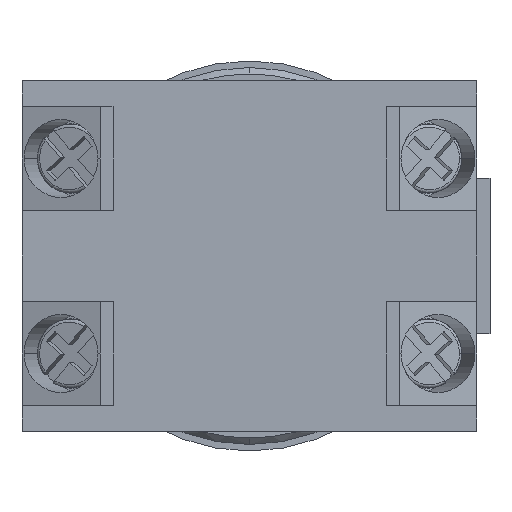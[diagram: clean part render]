
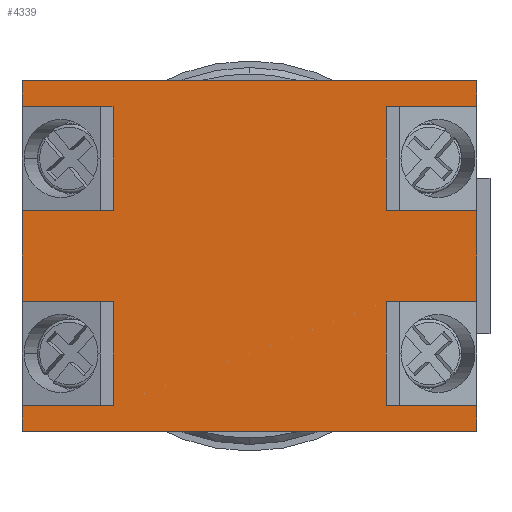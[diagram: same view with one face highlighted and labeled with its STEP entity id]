
A CAD part, front view. The second image highlights one B-rep face of the part: STEP entity #4339.
In plain terms, the highlighted planar face has unit normal (0, -1, 0).
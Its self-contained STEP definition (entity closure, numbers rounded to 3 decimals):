
#2168 = VERTEX_POINT('',#2169);
#2169 = CARTESIAN_POINT('',(0.,0.,-27.));
#2175 = EDGE_CURVE('',#2168,#2176,#2178,.T.);
#2176 = VERTEX_POINT('',#2177);
#2177 = CARTESIAN_POINT('',(0.,0.,-25.));
#2178 = LINE('',#2179,#2180);
#2179 = CARTESIAN_POINT('',(0.,0.,-27.));
#2180 = VECTOR('',#2181,1.);
#2181 = DIRECTION('',(0.,0.,1.));
#2200 = VERTEX_POINT('',#2201);
#2201 = CARTESIAN_POINT('',(0.,0.,-17.));
#2207 = EDGE_CURVE('',#2200,#2208,#2210,.T.);
#2208 = VERTEX_POINT('',#2209);
#2209 = CARTESIAN_POINT('',(0.,0.,-10.));
#2210 = LINE('',#2211,#2212);
#2211 = CARTESIAN_POINT('',(0.,0.,-17.));
#2212 = VECTOR('',#2213,1.);
#2213 = DIRECTION('',(0.,0.,1.));
#2232 = VERTEX_POINT('',#2233);
#2233 = CARTESIAN_POINT('',(0.,0.,-2.));
#2239 = EDGE_CURVE('',#2232,#2240,#2242,.T.);
#2240 = VERTEX_POINT('',#2241);
#2241 = CARTESIAN_POINT('',(0.,0.,0.));
#2242 = LINE('',#2243,#2244);
#2243 = CARTESIAN_POINT('',(0.,0.,-2.));
#2244 = VECTOR('',#2245,1.);
#2245 = DIRECTION('',(0.,0.,1.));
#2336 = VERTEX_POINT('',#2337);
#2337 = CARTESIAN_POINT('',(35.,0.,0.));
#2343 = EDGE_CURVE('',#2336,#2344,#2346,.T.);
#2344 = VERTEX_POINT('',#2345);
#2345 = CARTESIAN_POINT('',(35.,0.,-2.));
#2346 = LINE('',#2347,#2348);
#2347 = CARTESIAN_POINT('',(35.,0.,0.));
#2348 = VECTOR('',#2349,1.);
#2349 = DIRECTION('',(0.,0.,-1.));
#2368 = VERTEX_POINT('',#2369);
#2369 = CARTESIAN_POINT('',(35.,0.,-10.));
#2375 = EDGE_CURVE('',#2368,#2376,#2378,.T.);
#2376 = VERTEX_POINT('',#2377);
#2377 = CARTESIAN_POINT('',(35.,0.,-17.));
#2378 = LINE('',#2379,#2380);
#2379 = CARTESIAN_POINT('',(35.,0.,-10.));
#2380 = VECTOR('',#2381,1.);
#2381 = DIRECTION('',(0.,0.,-1.));
#2400 = VERTEX_POINT('',#2401);
#2401 = CARTESIAN_POINT('',(35.,0.,-25.));
#2407 = EDGE_CURVE('',#2400,#2408,#2410,.T.);
#2408 = VERTEX_POINT('',#2409);
#2409 = CARTESIAN_POINT('',(35.,0.,-27.));
#2410 = LINE('',#2411,#2412);
#2411 = CARTESIAN_POINT('',(35.,0.,-25.));
#2412 = VECTOR('',#2413,1.);
#2413 = DIRECTION('',(0.,0.,-1.));
#3515 = EDGE_CURVE('',#2176,#3516,#3518,.T.);
#3516 = VERTEX_POINT('',#3517);
#3517 = CARTESIAN_POINT('',(7.,0.,-25.));
#3518 = LINE('',#3519,#3520);
#3519 = CARTESIAN_POINT('',(0.,0.,-25.));
#3520 = VECTOR('',#3521,1.);
#3521 = DIRECTION('',(1.,0.,0.));
#3570 = EDGE_CURVE('',#3516,#3571,#3573,.T.);
#3571 = VERTEX_POINT('',#3572);
#3572 = CARTESIAN_POINT('',(7.,0.,-17.));
#3573 = LINE('',#3574,#3575);
#3574 = CARTESIAN_POINT('',(7.,0.,-25.));
#3575 = VECTOR('',#3576,1.);
#3576 = DIRECTION('',(0.,0.,1.));
#3601 = EDGE_CURVE('',#3571,#2200,#3602,.T.);
#3602 = LINE('',#3603,#3604);
#3603 = CARTESIAN_POINT('',(7.,0.,-17.));
#3604 = VECTOR('',#3605,1.);
#3605 = DIRECTION('',(-1.,0.,0.));
#3734 = EDGE_CURVE('',#2376,#3735,#3737,.T.);
#3735 = VERTEX_POINT('',#3736);
#3736 = CARTESIAN_POINT('',(28.,0.,-17.));
#3737 = LINE('',#3738,#3739);
#3738 = CARTESIAN_POINT('',(35.,0.,-17.));
#3739 = VECTOR('',#3740,1.);
#3740 = DIRECTION('',(-1.,0.,0.));
#3773 = EDGE_CURVE('',#3735,#3774,#3776,.T.);
#3774 = VERTEX_POINT('',#3775);
#3775 = CARTESIAN_POINT('',(28.,0.,-25.));
#3776 = LINE('',#3777,#3778);
#3777 = CARTESIAN_POINT('',(28.,0.,-17.));
#3778 = VECTOR('',#3779,1.);
#3779 = DIRECTION('',(0.,0.,-1.));
#3820 = EDGE_CURVE('',#3774,#2400,#3821,.T.);
#3821 = LINE('',#3822,#3823);
#3822 = CARTESIAN_POINT('',(28.,0.,-25.));
#3823 = VECTOR('',#3824,1.);
#3824 = DIRECTION('',(1.,0.,0.));
#3884 = EDGE_CURVE('',#2208,#3885,#3887,.T.);
#3885 = VERTEX_POINT('',#3886);
#3886 = CARTESIAN_POINT('',(7.,0.,-10.));
#3887 = LINE('',#3888,#3889);
#3888 = CARTESIAN_POINT('',(0.,0.,-10.));
#3889 = VECTOR('',#3890,1.);
#3890 = DIRECTION('',(1.,0.,0.));
#3923 = EDGE_CURVE('',#3885,#3924,#3926,.T.);
#3924 = VERTEX_POINT('',#3925);
#3925 = CARTESIAN_POINT('',(7.,0.,-2.));
#3926 = LINE('',#3927,#3928);
#3927 = CARTESIAN_POINT('',(7.,0.,-10.));
#3928 = VECTOR('',#3929,1.);
#3929 = DIRECTION('',(0.,0.,1.));
#3970 = EDGE_CURVE('',#3924,#2232,#3971,.T.);
#3971 = LINE('',#3972,#3973);
#3972 = CARTESIAN_POINT('',(7.,0.,-2.));
#3973 = VECTOR('',#3974,1.);
#3974 = DIRECTION('',(-1.,0.,0.));
#4002 = EDGE_CURVE('',#2344,#4003,#4005,.T.);
#4003 = VERTEX_POINT('',#4004);
#4004 = CARTESIAN_POINT('',(28.,0.,-2.));
#4005 = LINE('',#4006,#4007);
#4006 = CARTESIAN_POINT('',(35.,0.,-2.));
#4007 = VECTOR('',#4008,1.);
#4008 = DIRECTION('',(-1.,0.,0.));
#4064 = EDGE_CURVE('',#4003,#4065,#4067,.T.);
#4065 = VERTEX_POINT('',#4066);
#4066 = CARTESIAN_POINT('',(28.,0.,-10.));
#4067 = LINE('',#4068,#4069);
#4068 = CARTESIAN_POINT('',(28.,0.,-2.));
#4069 = VECTOR('',#4070,1.);
#4070 = DIRECTION('',(0.,0.,-1.));
#4095 = EDGE_CURVE('',#4065,#2368,#4096,.T.);
#4096 = LINE('',#4097,#4098);
#4097 = CARTESIAN_POINT('',(28.,0.,-10.));
#4098 = VECTOR('',#4099,1.);
#4099 = DIRECTION('',(1.,0.,0.));
#4170 = EDGE_CURVE('',#2240,#2336,#4171,.T.);
#4171 = LINE('',#4172,#4173);
#4172 = CARTESIAN_POINT('',(0.,0.,0.));
#4173 = VECTOR('',#4174,1.);
#4174 = DIRECTION('',(1.,0.,0.));
#4248 = EDGE_CURVE('',#2408,#2168,#4249,.T.);
#4249 = LINE('',#4250,#4251);
#4250 = CARTESIAN_POINT('',(35.,0.,-27.));
#4251 = VECTOR('',#4252,1.);
#4252 = DIRECTION('',(-1.,0.,0.));
#4339 = ADVANCED_FACE('',(#4340),#4362,.F.);
#4340 = FACE_BOUND('',#4341,.T.);
#4341 = EDGE_LOOP('',(#4342,#4343,#4344,#4345,#4346,#4347,#4348,#4349,
    #4350,#4351,#4352,#4353,#4354,#4355,#4356,#4357,#4358,#4359,#4360,
    #4361));
#4342 = ORIENTED_EDGE('',*,*,#2239,.F.);
#4343 = ORIENTED_EDGE('',*,*,#3970,.F.);
#4344 = ORIENTED_EDGE('',*,*,#3923,.F.);
#4345 = ORIENTED_EDGE('',*,*,#3884,.F.);
#4346 = ORIENTED_EDGE('',*,*,#2207,.F.);
#4347 = ORIENTED_EDGE('',*,*,#3601,.F.);
#4348 = ORIENTED_EDGE('',*,*,#3570,.F.);
#4349 = ORIENTED_EDGE('',*,*,#3515,.F.);
#4350 = ORIENTED_EDGE('',*,*,#2175,.F.);
#4351 = ORIENTED_EDGE('',*,*,#4248,.F.);
#4352 = ORIENTED_EDGE('',*,*,#2407,.F.);
#4353 = ORIENTED_EDGE('',*,*,#3820,.F.);
#4354 = ORIENTED_EDGE('',*,*,#3773,.F.);
#4355 = ORIENTED_EDGE('',*,*,#3734,.F.);
#4356 = ORIENTED_EDGE('',*,*,#2375,.F.);
#4357 = ORIENTED_EDGE('',*,*,#4095,.F.);
#4358 = ORIENTED_EDGE('',*,*,#4064,.F.);
#4359 = ORIENTED_EDGE('',*,*,#4002,.F.);
#4360 = ORIENTED_EDGE('',*,*,#2343,.F.);
#4361 = ORIENTED_EDGE('',*,*,#4170,.F.);
#4362 = PLANE('',#4363);
#4363 = AXIS2_PLACEMENT_3D('',#4364,#4365,#4366);
#4364 = CARTESIAN_POINT('',(0.,0.,-10.));
#4365 = DIRECTION('',(0.,1.,-0.));
#4366 = DIRECTION('',(0.,0.,1.));
